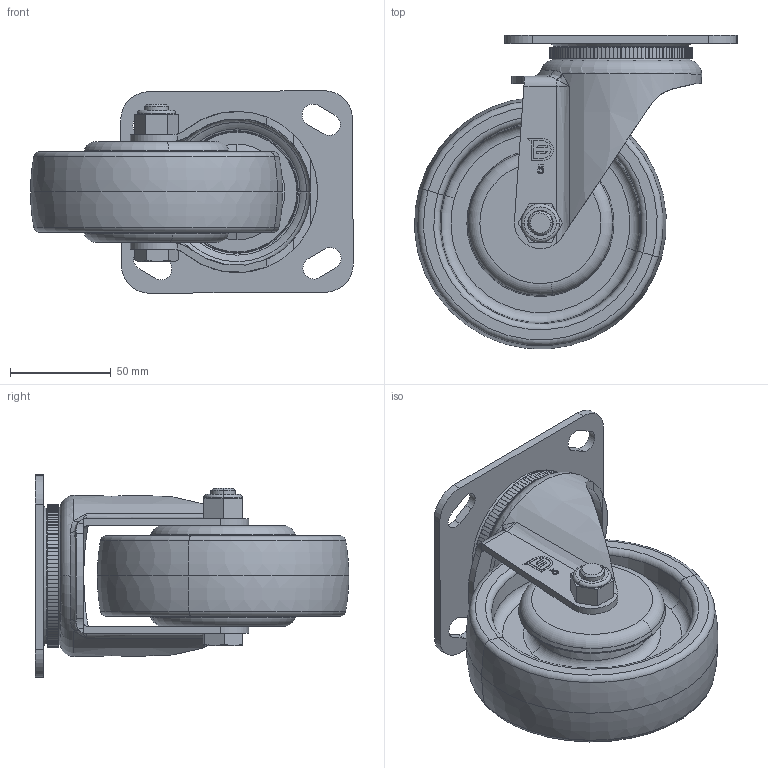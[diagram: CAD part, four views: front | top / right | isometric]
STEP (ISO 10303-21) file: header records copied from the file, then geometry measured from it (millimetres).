
FILE_DESCRIPTION (( 'STEP AP203' ), '1' );
FILE_NAME ('11510500072013.STEP', '2025-01-15T13:35:07', ( '20241006' ), ( '' ), 'SwSTEP 2.0', 'SolidWorks 2021', '' );
FILE_SCHEMA (( 'CONFIG_CONTROL_DESIGN' ));
Length unit declared in the file: millimetre
Products named in the file (10): ^_11510500032013.STEP; 葩璃 (4) ^_11510500032013.STEP; 葩璃 (6) ^_11510500032013.STEP; ^11510500032013.STEP; 葩璃 (5) ^_11510500032013.STEP; 葩璃 (3) ^_11510500032013.STEP; 11510500072013; 葩璃 (2) ^_11510500032013.STEP; 5''''(?125x40中寬42-03孔)透明MRC輪; 彈簧輪用(ψ73xψ12.5x7)黑色防塵蓋
Assembly tree (10 placements, depth 3):
  11510500072013
    ^11510500032013.STEP
      ^_11510500032013.STEP
      葩璃 (2) ^_11510500032013.STEP
      葩璃 (3) ^_11510500032013.STEP
      葩璃 (4) ^_11510500032013.STEP
      葩璃 (5) ^_11510500032013.STEP
      葩璃 (6) ^_11510500032013.STEP
    5''''(?125x40中寬42-03孔)透明MRC輪
    彈簧輪用(ψ73xψ12.5x7)黑色防塵蓋  x2
Bounding box: 160.04 x 155.55 x 100.48 mm (x, y, z)
Volume: 430592.6 mm3; surface area: 132920.8 mm2
Topology: 9 solids, 9 shells, 544 faces, 1429 edges, 913 vertices
Faces by surface type: plane 218, cylinder 180, torus 78, cone 41, bspline 27
Entity records: 19218 total; most frequent: CARTESIAN_POINT 4953, DIRECTION 2849, ORIENTED_EDGE 2762, EDGE_CURVE 1381, AXIS2_PLACEMENT_3D 1062, VERTEX_POINT 887, VECTOR 725, LINE 725
